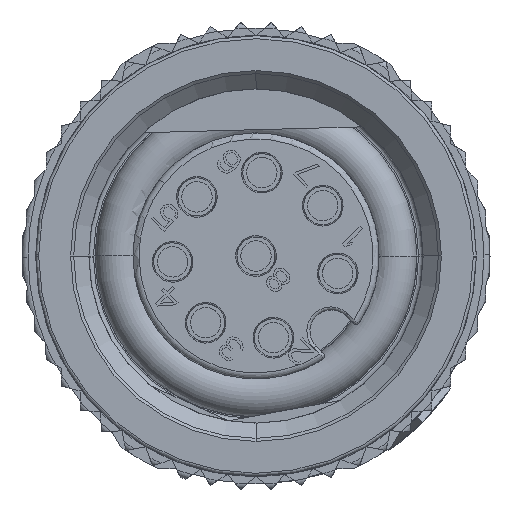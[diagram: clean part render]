
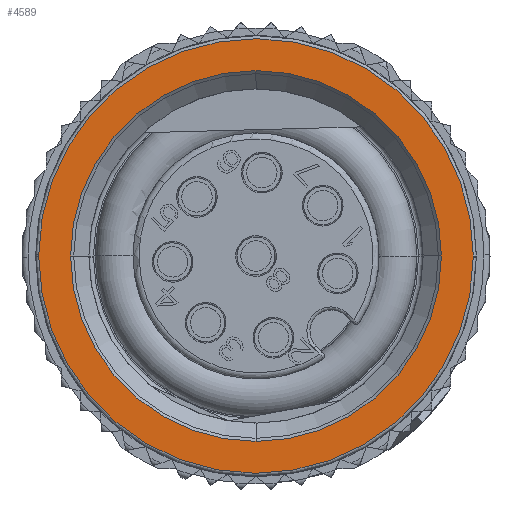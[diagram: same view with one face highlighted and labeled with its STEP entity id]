
A CAD part, front view. The second image highlights one B-rep face of the part: STEP entity #4589.
In plain terms, the highlighted planar face has unit normal (0, -1, 0).
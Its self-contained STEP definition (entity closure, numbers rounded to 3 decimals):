
#4589=ADVANCED_FACE('',(#9329,#9330),#9331,.T.);
#9329=FACE_OUTER_BOUND('',#16717,.T.);
#9330=FACE_BOUND('',#16718,.T.);
#9331=PLANE('',#16719);
#16717=EDGE_LOOP('',(#35972,#35973,#35974,#35975));
#16718=EDGE_LOOP('',(#35976,#35977,#35978,#35979));
#16719=AXIS2_PLACEMENT_3D('',#35980,#35981,#35982);
#35972=ORIENTED_EDGE('',*,*,#42305,.F.);
#35973=ORIENTED_EDGE('',*,*,#40704,.F.);
#35974=ORIENTED_EDGE('',*,*,#42303,.F.);
#35975=ORIENTED_EDGE('',*,*,#40709,.F.);
#35976=ORIENTED_EDGE('',*,*,#42313,.F.);
#35977=ORIENTED_EDGE('',*,*,#40687,.F.);
#35978=ORIENTED_EDGE('',*,*,#40694,.F.);
#35979=ORIENTED_EDGE('',*,*,#42314,.F.);
#35980=CARTESIAN_POINT('',(0.0,-12.4,0.0));
#35981=DIRECTION('',(0.0,-1.0,0.0));
#35982=DIRECTION('',(1.0,0.0,0.0));
#40687=EDGE_CURVE('',#48015,#48013,#48017,.T.);
#40694=EDGE_CURVE('',#48025,#48015,#48027,.T.);
#40704=EDGE_CURVE('',#48043,#48039,#48045,.T.);
#40709=EDGE_CURVE('',#48052,#48048,#48054,.T.);
#42303=EDGE_CURVE('',#48048,#48043,#50344,.T.);
#42305=EDGE_CURVE('',#48039,#48052,#50346,.T.);
#42313=EDGE_CURVE('',#48013,#50355,#50356,.T.);
#42314=EDGE_CURVE('',#50355,#48025,#50357,.T.);
#48013=VERTEX_POINT('',#58879);
#48015=VERTEX_POINT('',#58882);
#48017=CIRCLE('',#58885,6.1);
#48025=VERTEX_POINT('',#58894);
#48027=CIRCLE('',#58897,6.1);
#48039=VERTEX_POINT('',#58909);
#48043=VERTEX_POINT('',#58913);
#48045=CIRCLE('',#58915,7.15);
#48048=VERTEX_POINT('',#58918);
#48052=VERTEX_POINT('',#58922);
#48054=CIRCLE('',#58924,7.15);
#50344=CIRCLE('',#64123,7.15);
#50346=CIRCLE('',#64125,7.15);
#50355=VERTEX_POINT('',#64136);
#50356=CIRCLE('',#64137,6.1);
#50357=CIRCLE('',#64138,6.1);
#58879=CARTESIAN_POINT('',(0.0,-12.4,6.1));
#58882=CARTESIAN_POINT('',(6.1,-12.4,0.0));
#58885=AXIS2_PLACEMENT_3D('',#71913,#71914,#71915);
#58894=CARTESIAN_POINT('',(0.0,-12.4,-6.1));
#58897=AXIS2_PLACEMENT_3D('',#71924,#71925,#71926);
#58909=CARTESIAN_POINT('',(-7.15,-12.4,0.052));
#58913=CARTESIAN_POINT('',(-7.15,-12.4,0.0));
#58915=AXIS2_PLACEMENT_3D('',#71948,#71949,#71950);
#58918=CARTESIAN_POINT('',(7.15,-12.4,-0.052));
#58922=CARTESIAN_POINT('',(7.15,-12.4,0.0));
#58924=AXIS2_PLACEMENT_3D('',#71960,#71961,#71962);
#64123=AXIS2_PLACEMENT_3D('',#73861,#73862,#73863);
#64125=AXIS2_PLACEMENT_3D('',#73864,#73865,#73866);
#64136=CARTESIAN_POINT('',(-6.1,-12.4,0.0));
#64137=AXIS2_PLACEMENT_3D('',#73875,#73876,#73877);
#64138=AXIS2_PLACEMENT_3D('',#73878,#73879,#73880);
#71913=CARTESIAN_POINT('',(0.0,-12.4,0.0));
#71914=DIRECTION('',(0.0,-1.0,0.0));
#71915=DIRECTION('',(1.0,0.0,0.0));
#71924=CARTESIAN_POINT('',(0.0,-12.4,0.0));
#71925=DIRECTION('',(0.0,-1.0,0.0));
#71926=DIRECTION('',(0.0,0.0,-1.0));
#71948=CARTESIAN_POINT('',(0.0,-12.4,0.0));
#71949=DIRECTION('',(0.0,1.0,0.0));
#71950=DIRECTION('',(-1.0,0.0,0.0));
#71960=CARTESIAN_POINT('',(0.0,-12.4,0.0));
#71961=DIRECTION('',(-0.0,1.0,0.0));
#71962=DIRECTION('',(1.0,0.0,0.0));
#73861=CARTESIAN_POINT('',(0.0,-12.4,0.0));
#73862=DIRECTION('',(0.0,1.0,0.0));
#73863=DIRECTION('',(1.,0.0,-0.007));
#73864=CARTESIAN_POINT('',(0.0,-12.4,0.0));
#73865=DIRECTION('',(0.0,1.0,0.0));
#73866=DIRECTION('',(-1.,0.0,0.007));
#73875=CARTESIAN_POINT('',(0.0,-12.4,0.0));
#73876=DIRECTION('',(0.0,-1.0,0.0));
#73877=DIRECTION('',(0.0,0.0,1.0));
#73878=CARTESIAN_POINT('',(0.0,-12.4,0.0));
#73879=DIRECTION('',(0.0,-1.0,0.0));
#73880=DIRECTION('',(-1.0,0.0,0.0));
